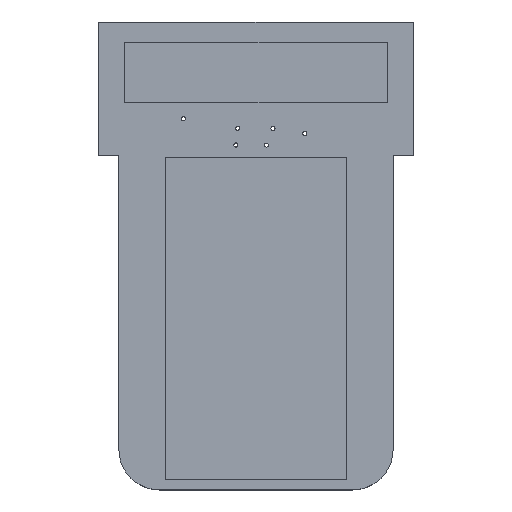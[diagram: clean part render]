
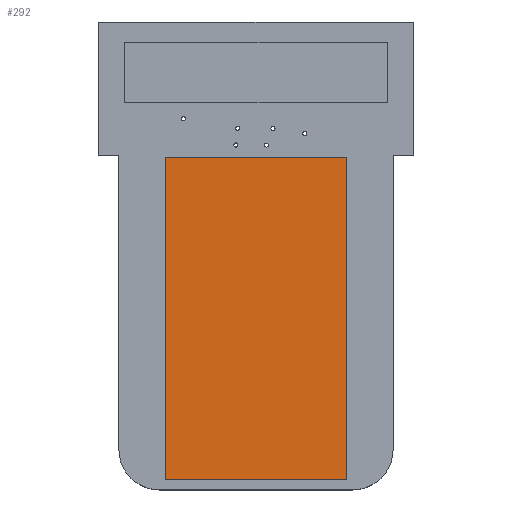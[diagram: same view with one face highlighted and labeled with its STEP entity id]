
A CAD part, top view. The second image highlights one B-rep face of the part: STEP entity #292.
In plain terms, the highlighted planar face has unit normal (0, 0, 1).
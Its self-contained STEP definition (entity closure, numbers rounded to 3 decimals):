
#292=ADVANCED_FACE('',(#545),#546,.T.);
#545=FACE_OUTER_BOUND('',#765,.T.);
#546=PLANE('',#766);
#765=EDGE_LOOP('',(#1007,#1008,#1009,#1010));
#766=AXIS2_PLACEMENT_3D('',#1011,#1012,#1013);
#1007=ORIENTED_EDGE('',*,*,#1187,.F.);
#1008=ORIENTED_EDGE('',*,*,#1188,.F.);
#1009=ORIENTED_EDGE('',*,*,#1189,.F.);
#1010=ORIENTED_EDGE('',*,*,#1190,.F.);
#1011=CARTESIAN_POINT('',(0.,0.,-0.017));
#1012=DIRECTION('',(0.,0.,1.0));
#1013=DIRECTION('',(1.0,0.0,0.));
#1187=EDGE_CURVE('',#1343,#1344,#1345,.T.);
#1188=EDGE_CURVE('',#1346,#1343,#1347,.T.);
#1189=EDGE_CURVE('',#1348,#1346,#1349,.T.);
#1190=EDGE_CURVE('',#1344,#1348,#1350,.T.);
#1343=VERTEX_POINT('',#1541);
#1344=VERTEX_POINT('',#1542);
#1345=LINE('',#1543,#1544);
#1346=VERTEX_POINT('',#1545);
#1347=LINE('',#1546,#1547);
#1348=VERTEX_POINT('',#1548);
#1349=LINE('',#1549,#1550);
#1350=LINE('',#1551,#1552);
#1541=CARTESIAN_POINT('',(-4.,-2.25,-0.017));
#1542=CARTESIAN_POINT('',(-4.,2.25,-0.017));
#1543=CARTESIAN_POINT('',(-4.,0.0,-0.017));
#1544=VECTOR('',#1722,1.0);
#1545=CARTESIAN_POINT('',(4.,-2.25,-0.017));
#1546=CARTESIAN_POINT('',(0.0,-2.25,-0.017));
#1547=VECTOR('',#1723,1.0);
#1548=CARTESIAN_POINT('',(4.,2.25,-0.017));
#1549=CARTESIAN_POINT('',(4.,0.0,-0.017));
#1550=VECTOR('',#1724,1.0);
#1551=CARTESIAN_POINT('',(0.0,2.25,-0.017));
#1552=VECTOR('',#1725,1.0);
#1722=DIRECTION('',(0.0,1.0,0.0));
#1723=DIRECTION('',(-1.0,0.0,0.0));
#1724=DIRECTION('',(0.0,-1.0,0.0));
#1725=DIRECTION('',(1.0,0.0,0.0));
